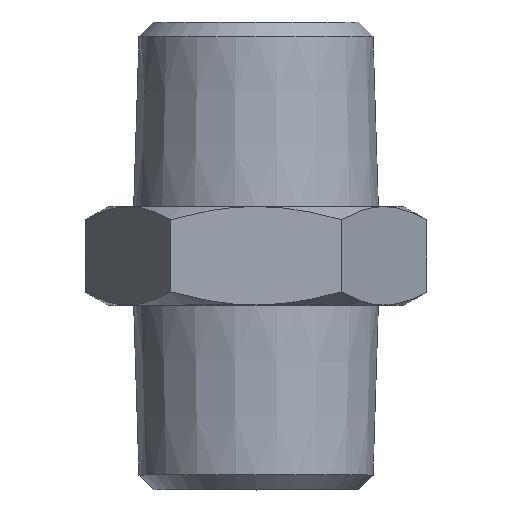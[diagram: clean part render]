
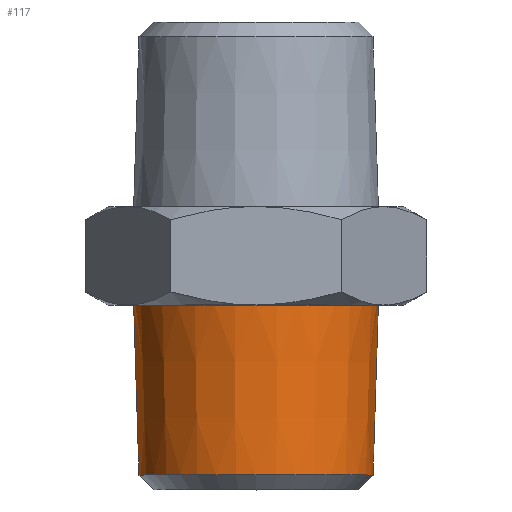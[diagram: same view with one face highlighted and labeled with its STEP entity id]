
A CAD part, top view. The second image highlights one B-rep face of the part: STEP entity #117.
In plain terms, the highlighted conical face has half-angle 1.78 degrees and reference radius 4.862 mm.
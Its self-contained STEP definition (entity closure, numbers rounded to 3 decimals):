
#117=ADVANCED_FACE('',(#238),#239,.T.);
#238=FACE_OUTER_BOUND('',#357,.T.);
#239=CONICAL_SURFACE('',#358,4.862,0.031);
#357=EDGE_LOOP('',(#611,#612,#613,#614));
#358=AXIS2_PLACEMENT_3D('',#615,#616,#617);
#611=ORIENTED_EDGE('',*,*,#770,.T.);
#612=ORIENTED_EDGE('',*,*,#736,.T.);
#613=ORIENTED_EDGE('',*,*,#771,.T.);
#614=ORIENTED_EDGE('',*,*,#779,.F.);
#615=CARTESIAN_POINT('',(0.0,-3.45,0.0));
#616=DIRECTION('',(-0.0,1.0,-0.0));
#617=DIRECTION('',(1.0,0.0,0.0));
#736=EDGE_CURVE('',#885,#886,#887,.T.);
#770=EDGE_CURVE('',#796,#885,#926,.T.);
#771=EDGE_CURVE('',#886,#800,#927,.T.);
#779=EDGE_CURVE('',#796,#800,#936,.T.);
#796=VERTEX_POINT('',#953);
#800=VERTEX_POINT('',#958);
#885=VERTEX_POINT('',#1165);
#886=VERTEX_POINT('',#1166);
#887=CIRCLE('',#1167,4.97);
#926=LINE('',#1280,#1281);
#927=LINE('',#1282,#1283);
#936=CIRCLE('',#1319,4.755);
#953=CARTESIAN_POINT('',(4.755,-6.9,0.));
#958=CARTESIAN_POINT('',(-4.755,-6.9,0.0));
#1165=CARTESIAN_POINT('',(4.97,0.,0.0));
#1166=CARTESIAN_POINT('',(-4.97,0.,0.));
#1167=AXIS2_PLACEMENT_3D('',#1410,#1411,#1412);
#1280=CARTESIAN_POINT('',(4.862,-3.45,0.));
#1281=VECTOR('',#1454,1.0);
#1282=CARTESIAN_POINT('',(-4.862,-3.45,0.));
#1283=VECTOR('',#1455,1.0);
#1319=AXIS2_PLACEMENT_3D('',#1456,#1457,#1458);
#1410=CARTESIAN_POINT('',(0.0,0.,0.0));
#1411=DIRECTION('',(0.0,-1.0,0.0));
#1412=DIRECTION('',(1.0,0.0,0.0));
#1454=DIRECTION('',(0.031,1.,0.));
#1455=DIRECTION('',(0.031,-1.,0.));
#1456=CARTESIAN_POINT('',(0.0,-6.9,0.0));
#1457=DIRECTION('',(0.0,-1.0,0.0));
#1458=DIRECTION('',(1.0,0.0,0.0));
